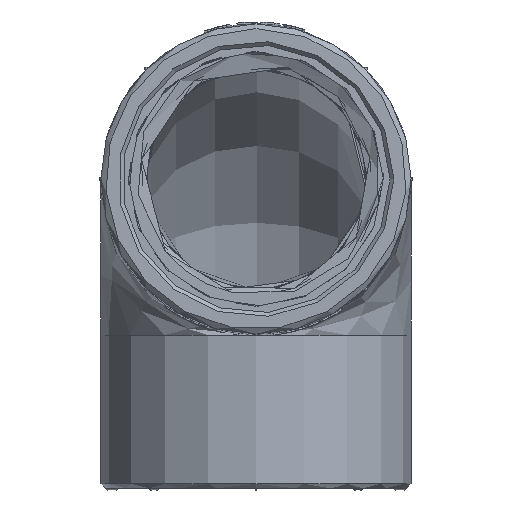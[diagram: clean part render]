
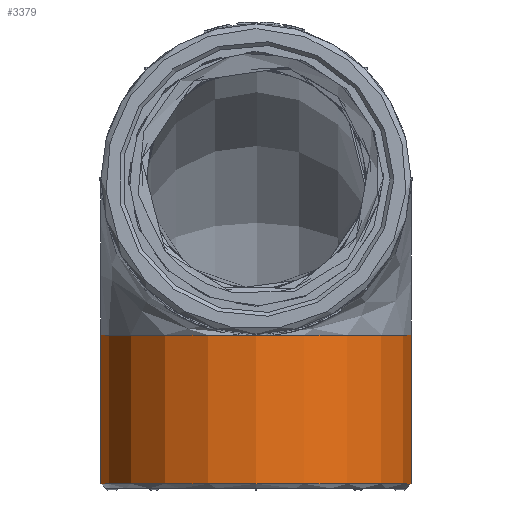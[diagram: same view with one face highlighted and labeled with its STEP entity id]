
A CAD part, front view. The second image highlights one B-rep face of the part: STEP entity #3379.
In plain terms, the highlighted cylindrical face has radius 20.25 mm (diameter 40.5 mm), a full revolution.
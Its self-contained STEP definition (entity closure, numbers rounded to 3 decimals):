
#3379=ADVANCED_FACE('',(#5190,#5191),#5054,.T.);
#5054=CYLINDRICAL_SURFACE('',#32619,20.25);
#5190=FACE_BOUND('',#5309,.T.);
#5191=FACE_BOUND('',#5310,.T.);
#5309=EDGE_LOOP('',(#14676));
#5310=EDGE_LOOP('',(#14677));
#14676=ORIENTED_EDGE('',*,*,#27615,.T.);
#14677=ORIENTED_EDGE('',*,*,#27616,.T.);
#24331=VERTEX_POINT('',#50483);
#24332=VERTEX_POINT('',#50487);
#27615=EDGE_CURVE('',#24331,#24331,#31318,.T.);
#27616=EDGE_CURVE('',#24332,#24332,#31319,.T.);
#31318=CIRCLE('',#32615,20.25);
#31319=CIRCLE('',#32618,20.25);
#32615=AXIS2_PLACEMENT_3D('',#50482,#37232,#37233);
#32618=AXIS2_PLACEMENT_3D('',#50486,#37238,#37239);
#32619=AXIS2_PLACEMENT_3D('',#50488,#37240,#37241);
#37232=DIRECTION('',(0.,0.,1.));
#37233=DIRECTION('',(-1.,0.,0.));
#37238=DIRECTION('',(0.,0.,-1.));
#37239=DIRECTION('',(1.,0.,0.));
#37240=DIRECTION('',(0.,0.,1.));
#37241=DIRECTION('',(1.,0.,0.));
#50482=CARTESIAN_POINT('',(0.,12.8,-238.45));
#50483=CARTESIAN_POINT('',(-20.25,12.8,-238.45));
#50486=CARTESIAN_POINT('',(0.,12.8,-219.05));
#50487=CARTESIAN_POINT('',(-20.25,12.8,-219.05));
#50488=CARTESIAN_POINT('',(0.,12.8,-226.25));
